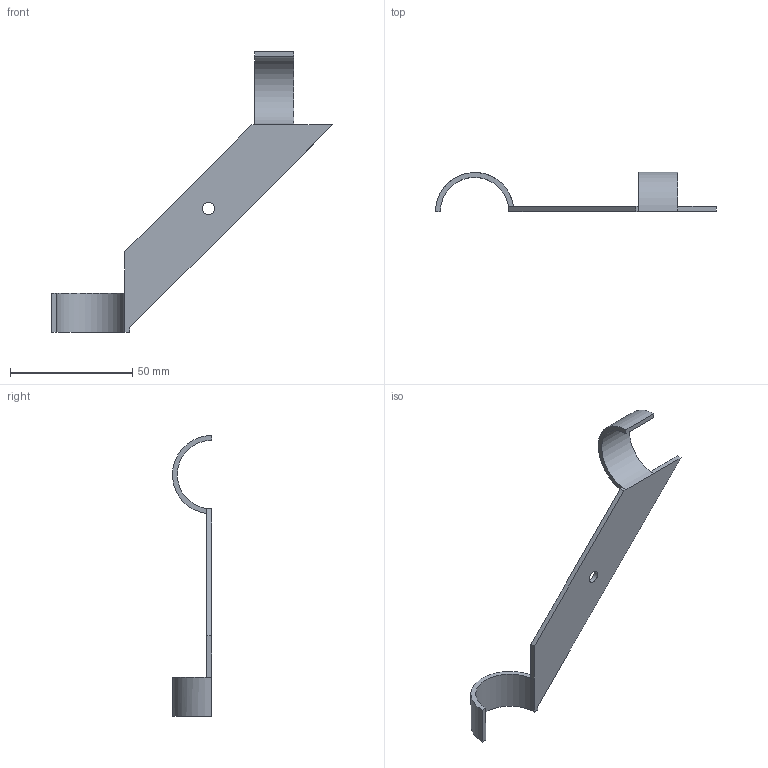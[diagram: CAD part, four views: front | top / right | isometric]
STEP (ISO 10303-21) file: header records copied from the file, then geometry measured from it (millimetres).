
FILE_DESCRIPTION((''),'2;1');
FILE_NAME('86315.stp','2014-09-05T15:56:40',('Admin'),(''),'Autodesk Inventor 2013','Autodesk Inventor 2013','');
FILE_SCHEMA(('AUTOMOTIVE_DESIGN { 1 0 10303 214 1 1 1 1 }'));
Length unit declared in the file: millimetre
Products named in the file (1): 86315
Bounding box: 114.85 x 16 x 114.85 mm (x, y, z)
Volume: 7366.5 mm3; surface area: 8281.3 mm2
Topology: 1 solids, 1 shells, 18 faces, 45 edges, 29 vertices
Faces by surface type: plane 13, cylinder 5
Full cylindrical faces by diameter (mm): 5 x1
Entity records: 561 total; most frequent: DIRECTION 93, CARTESIAN_POINT 92, ORIENTED_EDGE 88, EDGE_CURVE 44, VECTOR 33, LINE 33, AXIS2_PLACEMENT_3D 30, VERTEX_POINT 29
